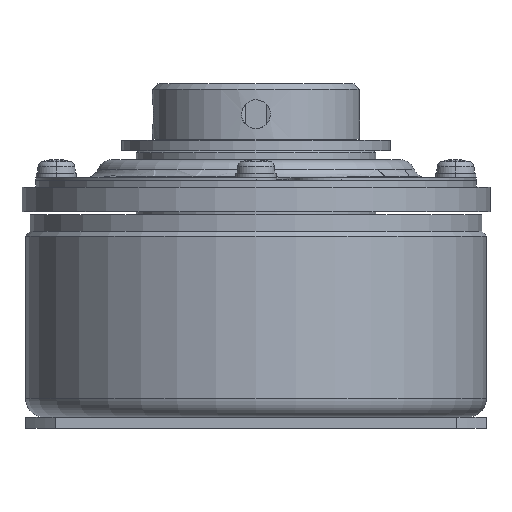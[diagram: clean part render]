
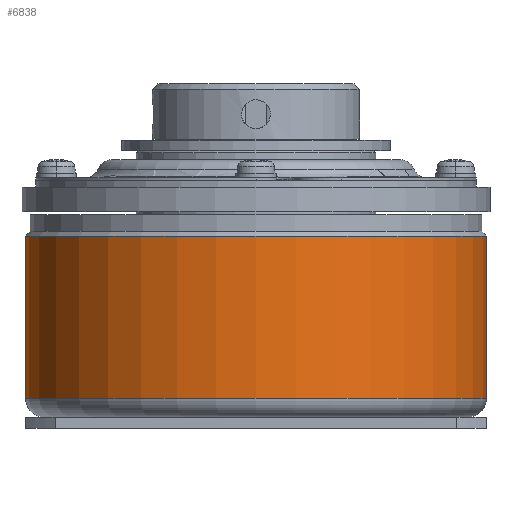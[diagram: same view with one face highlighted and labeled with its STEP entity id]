
A CAD part, front view. The second image highlights one B-rep face of the part: STEP entity #6838.
In plain terms, the highlighted cylindrical face has radius 33.5 mm (diameter 67 mm), a partial arc.
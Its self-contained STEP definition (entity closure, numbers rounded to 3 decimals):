
#260 = CARTESIAN_POINT ( 'NONE',  ( 33.5, 0., 0. ) ) ;
#496 = CARTESIAN_POINT ( 'NONE',  ( 0., 0., 27.9 ) ) ;
#616 = EDGE_CURVE ( 'NONE', #4209, #1864, #3876, .T. ) ;
#1131 = AXIS2_PLACEMENT_3D ( 'NONE', #5103, #5072, #7132 ) ;
#1293 = ORIENTED_EDGE ( 'NONE', *, *, #5476, .T. ) ;
#1864 = VERTEX_POINT ( 'NONE', #3662 ) ;
#2090 = CARTESIAN_POINT ( 'NONE',  ( -33.5, 0., 4.35 ) ) ;
#2110 = VECTOR ( 'NONE', #3839, 1000. ) ;
#2747 = CIRCLE ( 'NONE', #7134, 33.5 ) ;
#3447 = CARTESIAN_POINT ( 'NONE',  ( 33.5, 0., 27.9 ) ) ;
#3585 = CIRCLE ( 'NONE', #1131, 33.5 ) ;
#3662 = CARTESIAN_POINT ( 'NONE',  ( 33.5, 0., 4.35 ) ) ;
#3828 = DIRECTION ( 'NONE',  ( -1., 0., 0. ) ) ;
#3839 = DIRECTION ( 'NONE',  ( 0., 0., -1. ) ) ;
#3871 = DIRECTION ( 'NONE',  ( 0., 0., -1. ) ) ;
#3876 = LINE ( 'NONE', #260, #2110 ) ;
#4209 = VERTEX_POINT ( 'NONE', #3447 ) ;
#4239 = VERTEX_POINT ( 'NONE', #2090 ) ;
#4362 = ORIENTED_EDGE ( 'NONE', *, *, #8895, .F. ) ;
#4639 = VERTEX_POINT ( 'NONE', #6900 ) ;
#5072 = DIRECTION ( 'NONE',  ( 0., 0., -1. ) ) ;
#5103 = CARTESIAN_POINT ( 'NONE',  ( 0., 0., 4.35 ) ) ;
#5476 = EDGE_CURVE ( 'NONE', #4639, #4239, #6261, .T. ) ;
#5910 = CARTESIAN_POINT ( 'NONE',  ( -33.5, 0., 0. ) ) ;
#5917 = AXIS2_PLACEMENT_3D ( 'NONE', #6384, #6587, #3828 ) ;
#6238 = FACE_OUTER_BOUND ( 'NONE', #7859, .T. ) ;
#6261 = LINE ( 'NONE', #5910, #7569 ) ;
#6384 = CARTESIAN_POINT ( 'NONE',  ( 0., 0., 0. ) ) ;
#6587 = DIRECTION ( 'NONE',  ( 0., 0., -1. ) ) ;
#6838 = ADVANCED_FACE ( 'NONE', ( #6238 ), #7962, .T. ) ;
#6900 = CARTESIAN_POINT ( 'NONE',  ( -33.5, 0., 27.9 ) ) ;
#7018 = ORIENTED_EDGE ( 'NONE', *, *, #7368, .T. ) ;
#7132 = DIRECTION ( 'NONE',  ( -1., 0., 0. ) ) ;
#7134 = AXIS2_PLACEMENT_3D ( 'NONE', #496, #7541, #8777 ) ;
#7368 = EDGE_CURVE ( 'NONE', #4209, #4639, #2747, .T. ) ;
#7541 = DIRECTION ( 'NONE',  ( 0., 0., -1. ) ) ;
#7569 = VECTOR ( 'NONE', #3871, 1000. ) ;
#7688 = ORIENTED_EDGE ( 'NONE', *, *, #616, .F. ) ;
#7859 = EDGE_LOOP ( 'NONE', ( #7688, #7018, #1293, #4362 ) ) ;
#7962 = CYLINDRICAL_SURFACE ( 'NONE', #5917, 33.5 ) ;
#8777 = DIRECTION ( 'NONE',  ( -1., 0., 0. ) ) ;
#8895 = EDGE_CURVE ( 'NONE', #1864, #4239, #3585, .T. ) ;
